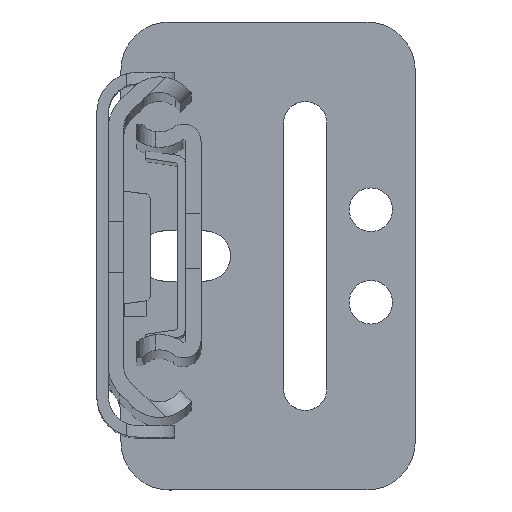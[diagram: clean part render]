
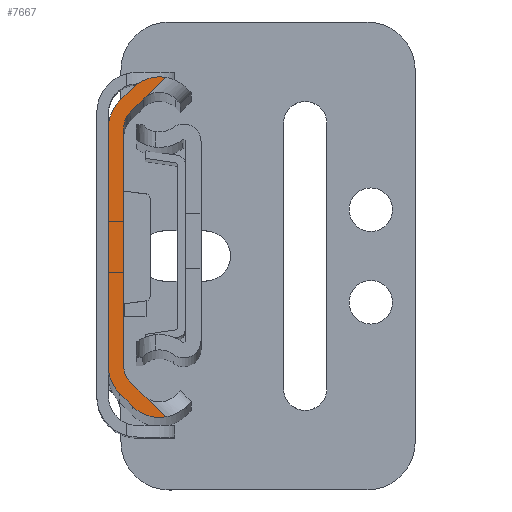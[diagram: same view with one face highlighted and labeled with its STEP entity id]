
A CAD part, top view. The second image highlights one B-rep face of the part: STEP entity #7667.
In plain terms, the highlighted planar face has unit normal (0, 0, 1).
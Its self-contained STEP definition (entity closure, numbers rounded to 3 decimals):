
#8 = AXIS2_PLACEMENT_3D ( 'NONE', #1934, #3230, #45 ) ;
#45 = DIRECTION ( 'NONE',  ( 1., 0., 0. ) ) ;
#60 = CARTESIAN_POINT ( 'NONE',  ( 0., 12.342, 0. ) ) ;
#66 = EDGE_CURVE ( 'NONE', #4308, #1550, #6038, .T. ) ;
#123 = DIRECTION ( 'NONE',  ( -0.707, 0.707, 0. ) ) ;
#151 = VECTOR ( 'NONE', #470, 1000. ) ;
#320 = EDGE_CURVE ( 'NONE', #7229, #3934, #1749, .T. ) ;
#344 = EDGE_LOOP ( 'NONE', ( #3016, #6194, #7198, #875, #1974, #3952, #5528, #5598, #3056, #7999, #6397, #1832, #7666, #6212, #3286, #7111 ) ) ;
#348 = DIRECTION ( 'NONE',  ( 0.707, 0.707, 0. ) ) ;
#403 = CARTESIAN_POINT ( 'NONE',  ( 4., -12.342, 0. ) ) ;
#413 = DIRECTION ( 'NONE',  ( 0., 0., 1. ) ) ;
#449 = CARTESIAN_POINT ( 'NONE',  ( 5.955, -17.596, 0. ) ) ;
#470 = DIRECTION ( 'NONE',  ( 0.707, 0.707, 0. ) ) ;
#496 = EDGE_CURVE ( 'NONE', #7814, #7896, #5620, .T. ) ;
#517 = DIRECTION ( 'NONE',  ( 1., 0., 0. ) ) ;
#576 = CARTESIAN_POINT ( 'NONE',  ( 5.3, -13.67, 0. ) ) ;
#602 = AXIS2_PLACEMENT_3D ( 'NONE', #1683, #4246, #517 ) ;
#630 = PLANE ( 'NONE',  #1962 ) ;
#875 = ORIENTED_EDGE ( 'NONE', *, *, #4897, .T. ) ;
#880 = CARTESIAN_POINT ( 'NONE',  ( 1.6, -12.342, 0. ) ) ;
#941 = VERTEX_POINT ( 'NONE', #1915 ) ;
#958 = EDGE_CURVE ( 'NONE', #2802, #6816, #1318, .T. ) ;
#1071 = CARTESIAN_POINT ( 'NONE',  ( 2.486, 16.484, 0. ) ) ;
#1203 = CARTESIAN_POINT ( 'NONE',  ( 2.303, 14.039, 0. ) ) ;
#1318 = CIRCLE ( 'NONE', #2383, 2.38 ) ;
#1353 = CIRCLE ( 'NONE', #8, 2.38 ) ;
#1355 = DIRECTION ( 'NONE',  ( -0.707, 0.707, 0. ) ) ;
#1439 = VERTEX_POINT ( 'NONE', #1203 ) ;
#1499 = CIRCLE ( 'NONE', #4717, 4. ) ;
#1550 = VERTEX_POINT ( 'NONE', #5271 ) ;
#1683 = CARTESIAN_POINT ( 'NONE',  ( 4., 12.342, 0. ) ) ;
#1715 = EDGE_CURVE ( 'NONE', #3255, #4358, #1499, .T. ) ;
#1749 = CIRCLE ( 'NONE', #4170, 2.4 ) ;
#1807 = CARTESIAN_POINT ( 'NONE',  ( 3.617, 15.353, 0. ) ) ;
#1830 = CARTESIAN_POINT ( 'NONE',  ( 5.3, 13.67, 0. ) ) ;
#1832 = ORIENTED_EDGE ( 'NONE', *, *, #7898, .T. ) ;
#1915 = CARTESIAN_POINT ( 'NONE',  ( 3.617, -15.353, 0. ) ) ;
#1934 = CARTESIAN_POINT ( 'NONE',  ( 5.3, -13.67, 0. ) ) ;
#1962 = AXIS2_PLACEMENT_3D ( 'NONE', #3172, #8291, #2545 ) ;
#1974 = ORIENTED_EDGE ( 'NONE', *, *, #320, .T. ) ;
#2199 = DIRECTION ( 'NONE',  ( 1., 0., 0. ) ) ;
#2221 = CIRCLE ( 'NONE', #4633, 3.98 ) ;
#2231 = CARTESIAN_POINT ( 'NONE',  ( 2.303, 14.039, 0. ) ) ;
#2264 = AXIS2_PLACEMENT_3D ( 'NONE', #576, #413, #6150 ) ;
#2347 = LINE ( 'NONE', #3522, #151 ) ;
#2383 = AXIS2_PLACEMENT_3D ( 'NONE', #1830, #4434, #4471 ) ;
#2405 = EDGE_CURVE ( 'NONE', #4671, #1439, #7559, .T. ) ;
#2484 = CARTESIAN_POINT ( 'NONE',  ( 1.172, -15.17, 0. ) ) ;
#2545 = DIRECTION ( 'NONE',  ( 1., 0., 0. ) ) ;
#2552 = DIRECTION ( 'NONE',  ( 0., 1., 0. ) ) ;
#2689 = VECTOR ( 'NONE', #348, 1000. ) ;
#2764 = VECTOR ( 'NONE', #123, 1000. ) ;
#2785 = CARTESIAN_POINT ( 'NONE',  ( 5.3, 13.67, 0. ) ) ;
#2802 = VERTEX_POINT ( 'NONE', #1807 ) ;
#2820 = CARTESIAN_POINT ( 'NONE',  ( 4., -12.342, 0. ) ) ;
#2953 = CARTESIAN_POINT ( 'NONE',  ( 2.486, -16.484, 0. ) ) ;
#2988 = DIRECTION ( 'NONE',  ( -0.707, -0.707, 0. ) ) ;
#3016 = ORIENTED_EDGE ( 'NONE', *, *, #496, .T. ) ;
#3026 = DIRECTION ( 'NONE',  ( 1., 0., 0. ) ) ;
#3056 = ORIENTED_EDGE ( 'NONE', *, *, #958, .T. ) ;
#3172 = CARTESIAN_POINT ( 'NONE',  ( 4., -12.342, 0. ) ) ;
#3230 = DIRECTION ( 'NONE',  ( 0., 0., -1. ) ) ;
#3255 = VERTEX_POINT ( 'NONE', #6134 ) ;
#3286 = ORIENTED_EDGE ( 'NONE', *, *, #66, .T. ) ;
#3324 = EDGE_CURVE ( 'NONE', #3934, #4671, #4481, .T. ) ;
#3361 = LINE ( 'NONE', #7768, #3884 ) ;
#3522 = CARTESIAN_POINT ( 'NONE',  ( -9.991, 1.65, 0. ) ) ;
#3601 = LINE ( 'NONE', #2231, #2689 ) ;
#3675 = FACE_OUTER_BOUND ( 'NONE', #344, .T. ) ;
#3698 = DIRECTION ( 'NONE',  ( 0.707, -0.707, 0. ) ) ;
#3704 = CARTESIAN_POINT ( 'NONE',  ( 1.172, 15.17, 0. ) ) ;
#3748 = AXIS2_PLACEMENT_3D ( 'NONE', #403, #4935, #3026 ) ;
#3884 = VECTOR ( 'NONE', #7897, 1000. ) ;
#3926 = LINE ( 'NONE', #7132, #2764 ) ;
#3934 = VERTEX_POINT ( 'NONE', #880 ) ;
#3944 = VECTOR ( 'NONE', #2552, 1000. ) ;
#3951 = VECTOR ( 'NONE', #2988, 1000. ) ;
#3952 = ORIENTED_EDGE ( 'NONE', *, *, #3324, .T. ) ;
#4026 = VECTOR ( 'NONE', #3698, 1000. ) ;
#4170 = AXIS2_PLACEMENT_3D ( 'NONE', #2820, #7985, #4624 ) ;
#4246 = DIRECTION ( 'NONE',  ( 0., 0., -1. ) ) ;
#4308 = VERTEX_POINT ( 'NONE', #7249 ) ;
#4358 = VERTEX_POINT ( 'NONE', #60 ) ;
#4434 = DIRECTION ( 'NONE',  ( 0., 0., -1. ) ) ;
#4471 = DIRECTION ( 'NONE',  ( 1., 0., 0. ) ) ;
#4481 = LINE ( 'NONE', #5669, #3944 ) ;
#4624 = DIRECTION ( 'NONE',  ( 1., 0., 0. ) ) ;
#4633 = AXIS2_PLACEMENT_3D ( 'NONE', #2785, #6561, #7284 ) ;
#4667 = EDGE_CURVE ( 'NONE', #1550, #7814, #4976, .T. ) ;
#4671 = VERTEX_POINT ( 'NONE', #7603 ) ;
#4717 = AXIS2_PLACEMENT_3D ( 'NONE', #6698, #4805, #2199 ) ;
#4805 = DIRECTION ( 'NONE',  ( 0., 0., 1. ) ) ;
#4886 = EDGE_CURVE ( 'NONE', #6165, #941, #1353, .T. ) ;
#4897 = EDGE_CURVE ( 'NONE', #941, #7229, #5046, .T. ) ;
#4935 = DIRECTION ( 'NONE',  ( 0., 0., 1. ) ) ;
#4940 = CARTESIAN_POINT ( 'NONE',  ( 4.061, -15.702, 0. ) ) ;
#4976 = LINE ( 'NONE', #2484, #4026 ) ;
#4981 = LINE ( 'NONE', #3704, #3951 ) ;
#4993 = EDGE_CURVE ( 'NONE', #4358, #4308, #3361, .T. ) ;
#5046 = LINE ( 'NONE', #7679, #7920 ) ;
#5181 = EDGE_CURVE ( 'NONE', #6816, #7764, #2347, .T. ) ;
#5244 = EDGE_CURVE ( 'NONE', #1439, #2802, #3601, .T. ) ;
#5271 = CARTESIAN_POINT ( 'NONE',  ( 1.172, -15.17, 0. ) ) ;
#5480 = EDGE_CURVE ( 'NONE', #7896, #6165, #3926, .T. ) ;
#5528 = ORIENTED_EDGE ( 'NONE', *, *, #2405, .T. ) ;
#5598 = ORIENTED_EDGE ( 'NONE', *, *, #5244, .T. ) ;
#5620 = CIRCLE ( 'NONE', #2264, 3.98 ) ;
#5669 = CARTESIAN_POINT ( 'NONE',  ( 1.6, 0., 0. ) ) ;
#6038 = CIRCLE ( 'NONE', #3748, 4. ) ;
#6134 = CARTESIAN_POINT ( 'NONE',  ( 1.172, 15.17, 0. ) ) ;
#6150 = DIRECTION ( 'NONE',  ( 1., 0., 0. ) ) ;
#6165 = VERTEX_POINT ( 'NONE', #4940 ) ;
#6194 = ORIENTED_EDGE ( 'NONE', *, *, #5480, .T. ) ;
#6212 = ORIENTED_EDGE ( 'NONE', *, *, #4993, .T. ) ;
#6397 = ORIENTED_EDGE ( 'NONE', *, *, #8149, .T. ) ;
#6436 = CARTESIAN_POINT ( 'NONE',  ( 4.061, 15.702, 0. ) ) ;
#6561 = DIRECTION ( 'NONE',  ( 0., 0., 1. ) ) ;
#6661 = CARTESIAN_POINT ( 'NONE',  ( 5.955, 17.596, 0. ) ) ;
#6698 = CARTESIAN_POINT ( 'NONE',  ( 4., 12.342, 0. ) ) ;
#6816 = VERTEX_POINT ( 'NONE', #6436 ) ;
#7011 = CARTESIAN_POINT ( 'NONE',  ( 2.303, -14.039, 0. ) ) ;
#7111 = ORIENTED_EDGE ( 'NONE', *, *, #4667, .T. ) ;
#7132 = CARTESIAN_POINT ( 'NONE',  ( 2.35, -13.991, 0. ) ) ;
#7198 = ORIENTED_EDGE ( 'NONE', *, *, #4886, .T. ) ;
#7229 = VERTEX_POINT ( 'NONE', #7011 ) ;
#7249 = CARTESIAN_POINT ( 'NONE',  ( 0., -12.342, 0. ) ) ;
#7284 = DIRECTION ( 'NONE',  ( 1., 0., 0. ) ) ;
#7559 = CIRCLE ( 'NONE', #602, 2.4 ) ;
#7603 = CARTESIAN_POINT ( 'NONE',  ( 1.6, 12.342, 0. ) ) ;
#7666 = ORIENTED_EDGE ( 'NONE', *, *, #1715, .T. ) ;
#7667 = ADVANCED_FACE ( 'NONE', ( #3675 ), #630, .T. ) ;
#7679 = CARTESIAN_POINT ( 'NONE',  ( 2.303, -14.039, 0. ) ) ;
#7764 = VERTEX_POINT ( 'NONE', #6661 ) ;
#7768 = CARTESIAN_POINT ( 'NONE',  ( 0., 0., 0. ) ) ;
#7814 = VERTEX_POINT ( 'NONE', #2953 ) ;
#7896 = VERTEX_POINT ( 'NONE', #449 ) ;
#7897 = DIRECTION ( 'NONE',  ( 0., -1., 0. ) ) ;
#7898 = EDGE_CURVE ( 'NONE', #8281, #3255, #4981, .T. ) ;
#7920 = VECTOR ( 'NONE', #1355, 1000. ) ;
#7985 = DIRECTION ( 'NONE',  ( 0., 0., -1. ) ) ;
#7999 = ORIENTED_EDGE ( 'NONE', *, *, #5181, .T. ) ;
#8149 = EDGE_CURVE ( 'NONE', #7764, #8281, #2221, .T. ) ;
#8281 = VERTEX_POINT ( 'NONE', #1071 ) ;
#8291 = DIRECTION ( 'NONE',  ( 0., 0., 1. ) ) ;
